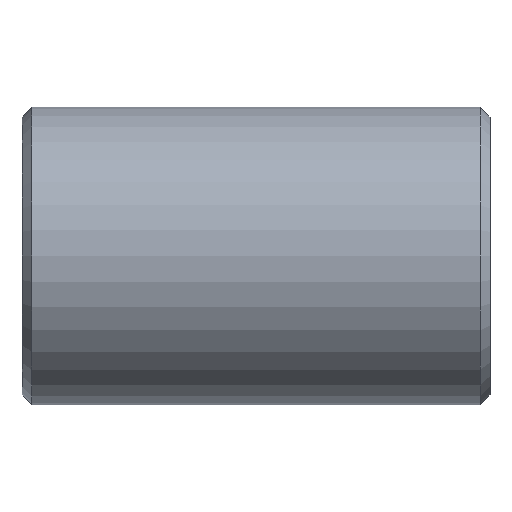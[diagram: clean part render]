
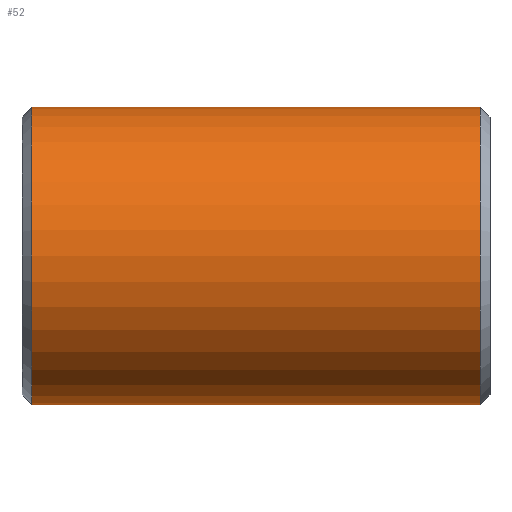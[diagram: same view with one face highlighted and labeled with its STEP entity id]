
A CAD part, front view. The second image highlights one B-rep face of the part: STEP entity #52.
In plain terms, the highlighted cylindrical face has radius 177.8 mm (diameter 355.6 mm), a partial arc.
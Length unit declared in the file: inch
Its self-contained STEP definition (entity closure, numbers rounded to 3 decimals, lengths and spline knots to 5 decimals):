
#17 = DIRECTION ( 'NONE',  ( 0., 0., 1. ) ) ;
#20 = AXIS2_PLACEMENT_3D ( 'NONE', #849, #499, #17 ) ;
#32 = ORIENTED_EDGE ( 'NONE', *, *, #722, .T. ) ;
#35 = AXIS2_PLACEMENT_3D ( 'NONE', #238, #648, #361 ) ;
#52 = ADVANCED_FACE ( 'NONE', ( #488 ), #289, .T. ) ;
#89 = CIRCLE ( 'NONE', #35, 7. ) ;
#101 = ORIENTED_EDGE ( 'NONE', *, *, #282, .T. ) ;
#113 = CARTESIAN_POINT ( 'NONE',  ( 10.53133, 0., 7. ) ) ;
#132 = CARTESIAN_POINT ( 'NONE',  ( 11., 0., -7. ) ) ;
#133 = VECTOR ( 'NONE', #153, 39.37008 ) ;
#140 = DIRECTION ( 'NONE',  ( -1., 0., 0. ) ) ;
#153 = DIRECTION ( 'NONE',  ( -1., 0., 0. ) ) ;
#179 = ORIENTED_EDGE ( 'NONE', *, *, #210, .T. ) ;
#210 = EDGE_CURVE ( 'NONE', #457, #626, #481, .T. ) ;
#229 = DIRECTION ( 'NONE',  ( 0., 0., 1. ) ) ;
#230 = CARTESIAN_POINT ( 'NONE',  ( 11., 0., 7. ) ) ;
#238 = CARTESIAN_POINT ( 'NONE',  ( 10.53133, 0., 0. ) ) ;
#282 = EDGE_CURVE ( 'NONE', #650, #864, #89, .T. ) ;
#289 = CYLINDRICAL_SURFACE ( 'NONE', #405, 7. ) ;
#361 = DIRECTION ( 'NONE',  ( 0., 0., -1. ) ) ;
#402 = CARTESIAN_POINT ( 'NONE',  ( -10.53133, 0., 7. ) ) ;
#405 = AXIS2_PLACEMENT_3D ( 'NONE', #766, #140, #229 ) ;
#433 = CARTESIAN_POINT ( 'NONE',  ( -10.53133, 0., -7. ) ) ;
#457 = VERTEX_POINT ( 'NONE', #402 ) ;
#481 = CIRCLE ( 'NONE', #20, 7. ) ;
#488 = FACE_OUTER_BOUND ( 'NONE', #598, .T. ) ;
#497 = CARTESIAN_POINT ( 'NONE',  ( 10.53133, 0., -7. ) ) ;
#499 = DIRECTION ( 'NONE',  ( 1., 0., 0. ) ) ;
#503 = LINE ( 'NONE', #230, #133 ) ;
#598 = EDGE_LOOP ( 'NONE', ( #654, #101, #32, #179 ) ) ;
#614 = VECTOR ( 'NONE', #757, 39.37008 ) ;
#626 = VERTEX_POINT ( 'NONE', #433 ) ;
#648 = DIRECTION ( 'NONE',  ( -1., 0., 0. ) ) ;
#650 = VERTEX_POINT ( 'NONE', #497 ) ;
#654 = ORIENTED_EDGE ( 'NONE', *, *, #859, .F. ) ;
#682 = LINE ( 'NONE', #132, #614 ) ;
#722 = EDGE_CURVE ( 'NONE', #864, #457, #503, .T. ) ;
#757 = DIRECTION ( 'NONE',  ( -1., 0., 0. ) ) ;
#766 = CARTESIAN_POINT ( 'NONE',  ( 11., 0., 0. ) ) ;
#849 = CARTESIAN_POINT ( 'NONE',  ( -10.53133, 0., 0. ) ) ;
#859 = EDGE_CURVE ( 'NONE', #650, #626, #682, .T. ) ;
#864 = VERTEX_POINT ( 'NONE', #113 ) ;
